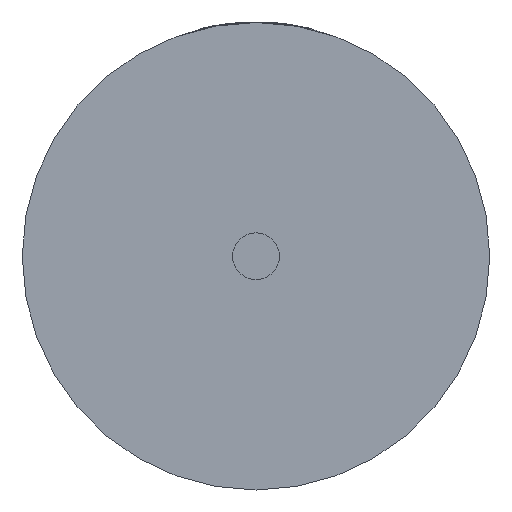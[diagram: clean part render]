
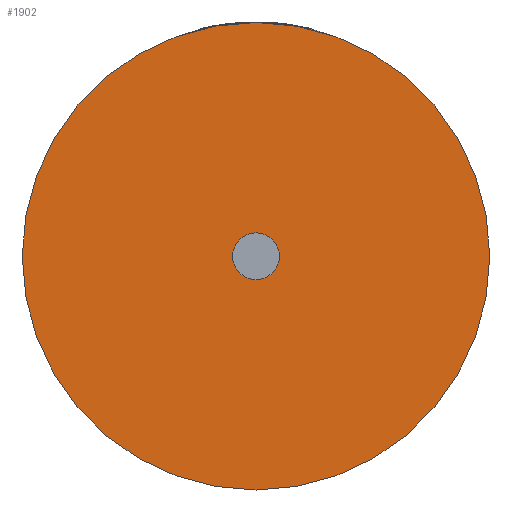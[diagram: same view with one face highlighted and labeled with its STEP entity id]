
A CAD part, front view. The second image highlights one B-rep face of the part: STEP entity #1902.
In plain terms, the highlighted planar face has unit normal (0, -1, 0).
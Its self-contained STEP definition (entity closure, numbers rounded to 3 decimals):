
#260 = FACE_OUTER_BOUND ( 'NONE', #471, .T. ) ;
#389 = FACE_BOUND ( 'NONE', #642, .T. ) ;
#443 = AXIS2_PLACEMENT_3D ( 'NONE', #2791, #2766, #2525 ) ;
#471 = EDGE_LOOP ( 'NONE', ( #2123, #2152 ) ) ;
#489 = EDGE_CURVE ( 'NONE', #3418, #2776, #1493, .T. ) ;
#636 = DIRECTION ( 'NONE',  ( 0., 0., 1. ) ) ;
#642 = EDGE_LOOP ( 'NONE', ( #1038, #3382 ) ) ;
#742 = CARTESIAN_POINT ( 'NONE',  ( 0., 0., 0. ) ) ;
#819 = DIRECTION ( 'NONE',  ( 0., 1., 0. ) ) ;
#834 = AXIS2_PLACEMENT_3D ( 'NONE', #3260, #819, #1893 ) ;
#884 = CARTESIAN_POINT ( 'NONE',  ( 0., 0., 4.25 ) ) ;
#913 = CARTESIAN_POINT ( 'NONE',  ( 0., 0., 0. ) ) ;
#1038 = ORIENTED_EDGE ( 'NONE', *, *, #3306, .T. ) ;
#1338 = CIRCLE ( 'NONE', #834, 4.25 ) ;
#1354 = DIRECTION ( 'NONE',  ( 0., 0., 1. ) ) ;
#1493 = CIRCLE ( 'NONE', #1786, 4.25 ) ;
#1786 = AXIS2_PLACEMENT_3D ( 'NONE', #2315, #2346, #2587 ) ;
#1893 = DIRECTION ( 'NONE',  ( 0., 0., 1. ) ) ;
#1902 = ADVANCED_FACE ( 'NONE', ( #389, #260 ), #3529, .F. ) ;
#1948 = AXIS2_PLACEMENT_3D ( 'NONE', #913, #3106, #636 ) ;
#2010 = EDGE_CURVE ( 'NONE', #2448, #2234, #3170, .T. ) ;
#2123 = ORIENTED_EDGE ( 'NONE', *, *, #489, .F. ) ;
#2152 = ORIENTED_EDGE ( 'NONE', *, *, #2361, .F. ) ;
#2234 = VERTEX_POINT ( 'NONE', #2694 ) ;
#2315 = CARTESIAN_POINT ( 'NONE',  ( 0., 0., 0. ) ) ;
#2346 = DIRECTION ( 'NONE',  ( 0., 1., 0. ) ) ;
#2361 = EDGE_CURVE ( 'NONE', #2776, #3418, #1338, .T. ) ;
#2448 = VERTEX_POINT ( 'NONE', #2566 ) ;
#2525 = DIRECTION ( 'NONE',  ( 0., 0., 1. ) ) ;
#2566 = CARTESIAN_POINT ( 'NONE',  ( 0., 0., -0.425 ) ) ;
#2587 = DIRECTION ( 'NONE',  ( 0., 0., 1. ) ) ;
#2694 = CARTESIAN_POINT ( 'NONE',  ( 0., 0., 0.425 ) ) ;
#2766 = DIRECTION ( 'NONE',  ( 0., 1., 0. ) ) ;
#2776 = VERTEX_POINT ( 'NONE', #884 ) ;
#2791 = CARTESIAN_POINT ( 'NONE',  ( 0., 0., 0. ) ) ;
#2867 = CIRCLE ( 'NONE', #3371, 0.425 ) ;
#3007 = DIRECTION ( 'NONE',  ( 0., 1., 0. ) ) ;
#3106 = DIRECTION ( 'NONE',  ( 0., 1., 0. ) ) ;
#3116 = CARTESIAN_POINT ( 'NONE',  ( 0., 0., -4.25 ) ) ;
#3170 = CIRCLE ( 'NONE', #1948, 0.425 ) ;
#3260 = CARTESIAN_POINT ( 'NONE',  ( 0., 0., 0. ) ) ;
#3306 = EDGE_CURVE ( 'NONE', #2234, #2448, #2867, .T. ) ;
#3371 = AXIS2_PLACEMENT_3D ( 'NONE', #742, #3007, #1354 ) ;
#3382 = ORIENTED_EDGE ( 'NONE', *, *, #2010, .T. ) ;
#3418 = VERTEX_POINT ( 'NONE', #3116 ) ;
#3529 = PLANE ( 'NONE',  #443 ) ;
